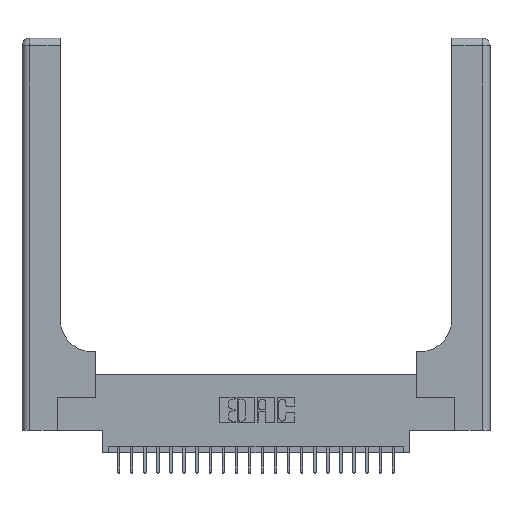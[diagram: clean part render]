
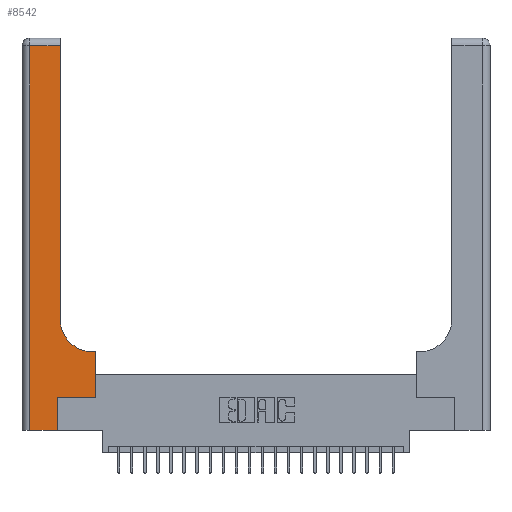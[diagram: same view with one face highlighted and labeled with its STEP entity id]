
A CAD part, top view. The second image highlights one B-rep face of the part: STEP entity #8542.
In plain terms, the highlighted planar face has unit normal (0, 0, 1).
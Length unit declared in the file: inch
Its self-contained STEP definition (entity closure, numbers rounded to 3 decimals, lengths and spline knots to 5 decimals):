
#138 = CARTESIAN_POINT ( 'NONE',  ( 0.06, 0., 0.37 ) ) ;
#568 = VECTOR ( 'NONE', #25194, 39.37008 ) ;
#2151 = EDGE_CURVE ( 'NONE', #10156, #3529, #7683, .T. ) ;
#2195 = VERTEX_POINT ( 'NONE', #12076 ) ;
#2218 = ORIENTED_EDGE ( 'NONE', *, *, #6280, .T. ) ;
#2742 = VERTEX_POINT ( 'NONE', #10227 ) ;
#3151 = EDGE_CURVE ( 'NONE', #2742, #10156, #6082, .T. ) ;
#3153 = DIRECTION ( 'NONE',  ( 0., 0., -1. ) ) ;
#3316 = PLANE ( 'NONE',  #19730 ) ;
#3325 = CARTESIAN_POINT ( 'NONE',  ( 0.5415, 0.85, 0.37 ) ) ;
#3403 = DIRECTION ( 'NONE',  ( -1., 0., 0. ) ) ;
#3529 = VERTEX_POINT ( 'NONE', #14261 ) ;
#3658 = EDGE_CURVE ( 'NONE', #2195, #8980, #22641, .T. ) ;
#3741 = CARTESIAN_POINT ( 'NONE',  ( 0.5415, 0.6, 0.37 ) ) ;
#4436 = EDGE_CURVE ( 'NONE', #3529, #16405, #12478, .T. ) ;
#4798 = VERTEX_POINT ( 'NONE', #8535 ) ;
#5358 = VECTOR ( 'NONE', #10711, 39.37008 ) ;
#6031 = VERTEX_POINT ( 'NONE', #7850 ) ;
#6082 = LINE ( 'NONE', #11484, #568 ) ;
#6210 = CARTESIAN_POINT ( 'NONE',  ( 0.269, 0.25, 0.37 ) ) ;
#6280 = EDGE_CURVE ( 'NONE', #6031, #4798, #20979, .T. ) ;
#6463 = EDGE_LOOP ( 'NONE', ( #2218, #20868, #15903, #12446, #8372, #19878, #19139, #17464, #8910 ) ) ;
#6643 = CARTESIAN_POINT ( 'NONE',  ( 0.269, 0.25, 0.37 ) ) ;
#7506 = DIRECTION ( 'NONE',  ( -1., 0., 0. ) ) ;
#7683 = LINE ( 'NONE', #8073, #18080 ) ;
#7850 = CARTESIAN_POINT ( 'NONE',  ( 0.2915, 0.85, 0.37 ) ) ;
#8073 = CARTESIAN_POINT ( 'NONE',  ( 0., 0., 0.37 ) ) ;
#8372 = ORIENTED_EDGE ( 'NONE', *, *, #4436, .T. ) ;
#8535 = CARTESIAN_POINT ( 'NONE',  ( 0.2915, 2.94, 0.37 ) ) ;
#8542 = ADVANCED_FACE ( 'NONE', ( #18598 ), #3316, .F. ) ;
#8910 = ORIENTED_EDGE ( 'NONE', *, *, #15478, .T. ) ;
#8980 = VERTEX_POINT ( 'NONE', #21991 ) ;
#9216 = CARTESIAN_POINT ( 'NONE',  ( 0., 2.94, 0.37 ) ) ;
#9332 = EDGE_CURVE ( 'NONE', #16405, #2195, #22312, .T. ) ;
#9649 = LINE ( 'NONE', #23085, #11485 ) ;
#10156 = VERTEX_POINT ( 'NONE', #138 ) ;
#10227 = CARTESIAN_POINT ( 'NONE',  ( 0.06, 2.94, 0.37 ) ) ;
#10701 = CARTESIAN_POINT ( 'NONE',  ( 0.5585, 0.25, 0.37 ) ) ;
#10711 = DIRECTION ( 'NONE',  ( 0., 1., 0. ) ) ;
#10799 = DIRECTION ( 'NONE',  ( 1., 0., 0. ) ) ;
#10830 = AXIS2_PLACEMENT_3D ( 'NONE', #3325, #22941, #23024 ) ;
#11269 = CARTESIAN_POINT ( 'NONE',  ( 0., 3., 0.37 ) ) ;
#11484 = CARTESIAN_POINT ( 'NONE',  ( 0.06, 3., 0.37 ) ) ;
#11485 = VECTOR ( 'NONE', #23248, 39.37008 ) ;
#12076 = CARTESIAN_POINT ( 'NONE',  ( 0.5585, 0.25, 0.37 ) ) ;
#12187 = VECTOR ( 'NONE', #23690, 39.37008 ) ;
#12446 = ORIENTED_EDGE ( 'NONE', *, *, #2151, .T. ) ;
#12478 = LINE ( 'NONE', #20756, #12187 ) ;
#14050 = EDGE_CURVE ( 'NONE', #8980, #18225, #9649, .T. ) ;
#14261 = CARTESIAN_POINT ( 'NONE',  ( 0.269, 0., 0.37 ) ) ;
#15478 = EDGE_CURVE ( 'NONE', #18225, #6031, #20627, .T. ) ;
#15849 = DIRECTION ( 'NONE',  ( 1., 0., 0. ) ) ;
#15903 = ORIENTED_EDGE ( 'NONE', *, *, #3151, .T. ) ;
#16381 = CARTESIAN_POINT ( 'NONE',  ( 0.2915, 3., 0.37 ) ) ;
#16405 = VERTEX_POINT ( 'NONE', #6210 ) ;
#17100 = VECTOR ( 'NONE', #10799, 39.37008 ) ;
#17464 = ORIENTED_EDGE ( 'NONE', *, *, #14050, .T. ) ;
#18080 = VECTOR ( 'NONE', #15849, 39.37008 ) ;
#18225 = VERTEX_POINT ( 'NONE', #3741 ) ;
#18418 = EDGE_CURVE ( 'NONE', #4798, #2742, #21109, .T. ) ;
#18598 = FACE_OUTER_BOUND ( 'NONE', #6463, .T. ) ;
#19139 = ORIENTED_EDGE ( 'NONE', *, *, #3658, .T. ) ;
#19730 = AXIS2_PLACEMENT_3D ( 'NONE', #11269, #3153, #3403 ) ;
#19878 = ORIENTED_EDGE ( 'NONE', *, *, #9332, .T. ) ;
#19912 = VECTOR ( 'NONE', #7506, 39.37008 ) ;
#20240 = VECTOR ( 'NONE', #20738, 39.37008 ) ;
#20627 = CIRCLE ( 'NONE', #10830, 0.25 ) ;
#20738 = DIRECTION ( 'NONE',  ( 0., 1., 0. ) ) ;
#20756 = CARTESIAN_POINT ( 'NONE',  ( 0.269, 0., 0.37 ) ) ;
#20868 = ORIENTED_EDGE ( 'NONE', *, *, #18418, .T. ) ;
#20979 = LINE ( 'NONE', #16381, #5358 ) ;
#21109 = LINE ( 'NONE', #9216, #19912 ) ;
#21991 = CARTESIAN_POINT ( 'NONE',  ( 0.5585, 0.6, 0.37 ) ) ;
#22312 = LINE ( 'NONE', #6643, #17100 ) ;
#22641 = LINE ( 'NONE', #10701, #20240 ) ;
#22941 = DIRECTION ( 'NONE',  ( 0., 0., -1. ) ) ;
#23024 = DIRECTION ( 'NONE',  ( 1., 0., 0. ) ) ;
#23085 = CARTESIAN_POINT ( 'NONE',  ( 0.2915, 0.6, 0.37 ) ) ;
#23248 = DIRECTION ( 'NONE',  ( -1., 0., 0. ) ) ;
#23690 = DIRECTION ( 'NONE',  ( 0., 1., 0. ) ) ;
#25194 = DIRECTION ( 'NONE',  ( 0., -1., 0. ) ) ;
